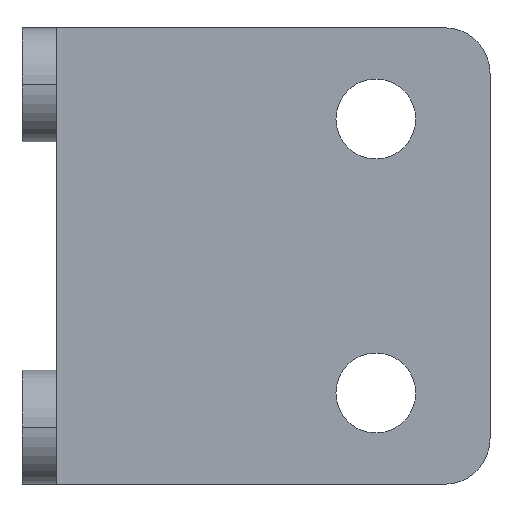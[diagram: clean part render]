
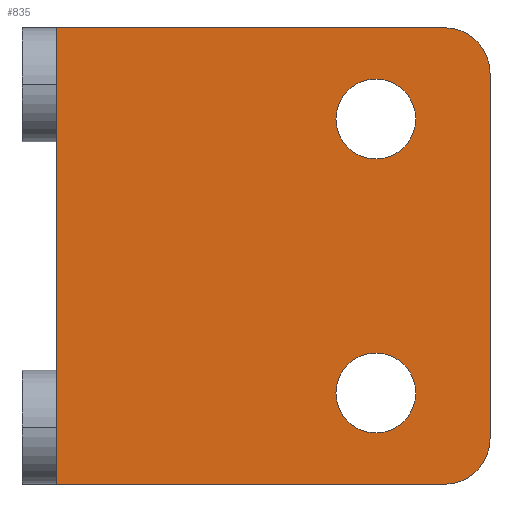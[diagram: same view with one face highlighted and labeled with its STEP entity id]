
A CAD part, front view. The second image highlights one B-rep face of the part: STEP entity #835.
In plain terms, the highlighted planar face has unit normal (0, -1, 0).
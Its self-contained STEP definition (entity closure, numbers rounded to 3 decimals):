
#15 = DIRECTION ( 'NONE',  ( -1., 0., 0. ) ) ;
#33 = AXIS2_PLACEMENT_3D ( 'NONE', #678, #332, #614 ) ;
#42 = DIRECTION ( 'NONE',  ( -1., 0., 0. ) ) ;
#59 = DIRECTION ( 'NONE',  ( 0., 1., 0. ) ) ;
#61 = LINE ( 'NONE', #218, #205 ) ;
#64 = VERTEX_POINT ( 'NONE', #428 ) ;
#65 = CARTESIAN_POINT ( 'NONE',  ( 14., 0., 16. ) ) ;
#85 = VERTEX_POINT ( 'NONE', #486 ) ;
#89 = EDGE_CURVE ( 'NONE', #347, #817, #357, .T. ) ;
#96 = EDGE_CURVE ( 'NONE', #64, #312, #283, .T. ) ;
#104 = FACE_OUTER_BOUND ( 'NONE', #124, .T. ) ;
#113 = FACE_BOUND ( 'NONE', #824, .T. ) ;
#124 = EDGE_LOOP ( 'NONE', ( #137, #645, #655, #432, #736, #242 ) ) ;
#137 = ORIENTED_EDGE ( 'NONE', *, *, #96, .T. ) ;
#139 = EDGE_CURVE ( 'NONE', #726, #64, #61, .T. ) ;
#163 = VERTEX_POINT ( 'NONE', #855 ) ;
#170 = CIRCLE ( 'NONE', #688, 1.75 ) ;
#187 = VERTEX_POINT ( 'NONE', #629 ) ;
#202 = CARTESIAN_POINT ( 'NONE',  ( 19., 0., 0. ) ) ;
#205 = VECTOR ( 'NONE', #431, 1000. ) ;
#209 = CARTESIAN_POINT ( 'NONE',  ( 19., 0., 18. ) ) ;
#218 = CARTESIAN_POINT ( 'NONE',  ( 0., 0., 20. ) ) ;
#235 = CARTESIAN_POINT ( 'NONE',  ( 14., 0., 16. ) ) ;
#242 = ORIENTED_EDGE ( 'NONE', *, *, #139, .T. ) ;
#251 = CARTESIAN_POINT ( 'NONE',  ( 17., 0., 2. ) ) ;
#275 = CARTESIAN_POINT ( 'NONE',  ( 17., 0., 18. ) ) ;
#283 = LINE ( 'NONE', #202, #838 ) ;
#293 = AXIS2_PLACEMENT_3D ( 'NONE', #275, #577, #15 ) ;
#310 = EDGE_CURVE ( 'NONE', #476, #163, #170, .T. ) ;
#311 = EDGE_CURVE ( 'NONE', #347, #187, #407, .T. ) ;
#312 = VERTEX_POINT ( 'NONE', #512 ) ;
#314 = VECTOR ( 'NONE', #603, 1000. ) ;
#322 = FACE_BOUND ( 'NONE', #690, .T. ) ;
#331 = ORIENTED_EDGE ( 'NONE', *, *, #310, .T. ) ;
#332 = DIRECTION ( 'NONE',  ( 0., 1., 0. ) ) ;
#347 = VERTEX_POINT ( 'NONE', #209 ) ;
#357 = LINE ( 'NONE', #636, #558 ) ;
#365 = EDGE_CURVE ( 'NONE', #479, #85, #661, .T. ) ;
#375 = DIRECTION ( 'NONE',  ( -1., 0., 0. ) ) ;
#391 = CARTESIAN_POINT ( 'NONE',  ( 19., 0., 20. ) ) ;
#407 = CIRCLE ( 'NONE', #293, 2. ) ;
#428 = CARTESIAN_POINT ( 'NONE',  ( 0., 0., 0. ) ) ;
#431 = DIRECTION ( 'NONE',  ( 0., 0., -1. ) ) ;
#432 = ORIENTED_EDGE ( 'NONE', *, *, #311, .T. ) ;
#456 = ORIENTED_EDGE ( 'NONE', *, *, #829, .T. ) ;
#464 = EDGE_CURVE ( 'NONE', #312, #817, #870, .T. ) ;
#465 = AXIS2_PLACEMENT_3D ( 'NONE', #483, #59, #792 ) ;
#468 = AXIS2_PLACEMENT_3D ( 'NONE', #251, #588, #42 ) ;
#476 = VERTEX_POINT ( 'NONE', #796 ) ;
#479 = VERTEX_POINT ( 'NONE', #670 ) ;
#483 = CARTESIAN_POINT ( 'NONE',  ( 14., 0., 4. ) ) ;
#486 = CARTESIAN_POINT ( 'NONE',  ( 12.25, 0., 4. ) ) ;
#508 = EDGE_CURVE ( 'NONE', #163, #476, #818, .T. ) ;
#512 = CARTESIAN_POINT ( 'NONE',  ( 17., 0., 0. ) ) ;
#531 = PLANE ( 'NONE',  #33 ) ;
#536 = CARTESIAN_POINT ( 'NONE',  ( 14., 0., 4. ) ) ;
#558 = VECTOR ( 'NONE', #625, 1000. ) ;
#577 = DIRECTION ( 'NONE',  ( 0., -1., 0. ) ) ;
#581 = CIRCLE ( 'NONE', #620, 1.75 ) ;
#588 = DIRECTION ( 'NONE',  ( 0., -1., 0. ) ) ;
#603 = DIRECTION ( 'NONE',  ( 1., 0., 0. ) ) ;
#614 = DIRECTION ( 'NONE',  ( -1., 0., 0. ) ) ;
#620 = AXIS2_PLACEMENT_3D ( 'NONE', #536, #756, #682 ) ;
#625 = DIRECTION ( 'NONE',  ( 0., 0., -1. ) ) ;
#629 = CARTESIAN_POINT ( 'NONE',  ( 17., 0., 20. ) ) ;
#631 = CARTESIAN_POINT ( 'NONE',  ( 0., 0., 20. ) ) ;
#636 = CARTESIAN_POINT ( 'NONE',  ( 19., 0., 20. ) ) ;
#645 = ORIENTED_EDGE ( 'NONE', *, *, #464, .T. ) ;
#655 = ORIENTED_EDGE ( 'NONE', *, *, #89, .F. ) ;
#661 = CIRCLE ( 'NONE', #465, 1.75 ) ;
#670 = CARTESIAN_POINT ( 'NONE',  ( 15.75, 0., 4. ) ) ;
#678 = CARTESIAN_POINT ( 'NONE',  ( 19., 0., 20. ) ) ;
#682 = DIRECTION ( 'NONE',  ( -1., 0., 0. ) ) ;
#688 = AXIS2_PLACEMENT_3D ( 'NONE', #65, #716, #908 ) ;
#690 = EDGE_LOOP ( 'NONE', ( #456, #874 ) ) ;
#716 = DIRECTION ( 'NONE',  ( 0., 1., 0. ) ) ;
#726 = VERTEX_POINT ( 'NONE', #631 ) ;
#736 = ORIENTED_EDGE ( 'NONE', *, *, #905, .F. ) ;
#738 = CARTESIAN_POINT ( 'NONE',  ( 19., 0., 2. ) ) ;
#747 = AXIS2_PLACEMENT_3D ( 'NONE', #235, #866, #375 ) ;
#751 = LINE ( 'NONE', #391, #314 ) ;
#756 = DIRECTION ( 'NONE',  ( 0., 1., 0. ) ) ;
#781 = DIRECTION ( 'NONE',  ( 1., 0., 0. ) ) ;
#792 = DIRECTION ( 'NONE',  ( -1., 0., 0. ) ) ;
#796 = CARTESIAN_POINT ( 'NONE',  ( 12.25, 0., 16. ) ) ;
#817 = VERTEX_POINT ( 'NONE', #738 ) ;
#818 = CIRCLE ( 'NONE', #747, 1.75 ) ;
#824 = EDGE_LOOP ( 'NONE', ( #331, #827 ) ) ;
#827 = ORIENTED_EDGE ( 'NONE', *, *, #508, .T. ) ;
#829 = EDGE_CURVE ( 'NONE', #85, #479, #581, .T. ) ;
#835 = ADVANCED_FACE ( 'NONE', ( #322, #113, #104 ), #531, .F. ) ;
#838 = VECTOR ( 'NONE', #781, 1000. ) ;
#855 = CARTESIAN_POINT ( 'NONE',  ( 15.75, 0., 16. ) ) ;
#866 = DIRECTION ( 'NONE',  ( 0., 1., 0. ) ) ;
#870 = CIRCLE ( 'NONE', #468, 2. ) ;
#874 = ORIENTED_EDGE ( 'NONE', *, *, #365, .T. ) ;
#905 = EDGE_CURVE ( 'NONE', #726, #187, #751, .T. ) ;
#908 = DIRECTION ( 'NONE',  ( -1., 0., 0. ) ) ;
